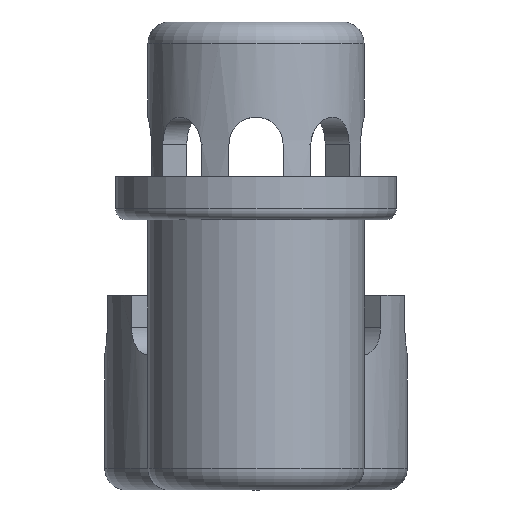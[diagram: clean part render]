
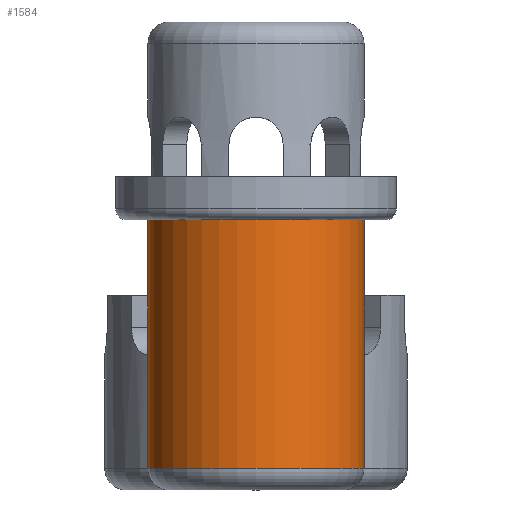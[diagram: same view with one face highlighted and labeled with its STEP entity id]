
A CAD part, left-side view. The second image highlights one B-rep face of the part: STEP entity #1584.
In plain terms, the highlighted cylindrical face has radius 10 mm (diameter 20 mm), a full revolution.
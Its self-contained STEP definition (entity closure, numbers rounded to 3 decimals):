
#148=LINE('',#2748,#284);
#284=VECTOR('',#1969,10.);
#388=CYLINDRICAL_SURFACE('',#1722,10.);
#419=FACE_OUTER_BOUND('',#500,.T.);
#500=EDGE_LOOP('',(#1184,#1185,#1186,#1187));
#612=CIRCLE('',#1716,10.);
#614=CIRCLE('',#1720,10.);
#730=VERTEX_POINT('',#2737);
#732=VERTEX_POINT('',#2744);
#908=EDGE_CURVE('',#730,#730,#612,.T.);
#911=EDGE_CURVE('',#732,#732,#614,.T.);
#913=EDGE_CURVE('',#730,#732,#148,.T.);
#1184=ORIENTED_EDGE('',*,*,#908,.F.);
#1185=ORIENTED_EDGE('',*,*,#913,.T.);
#1186=ORIENTED_EDGE('',*,*,#911,.F.);
#1187=ORIENTED_EDGE('',*,*,#913,.F.);
#1584=ADVANCED_FACE('',(#419),#388,.T.);
#1716=AXIS2_PLACEMENT_3D('',#2738,#1954,#1955);
#1720=AXIS2_PLACEMENT_3D('',#2745,#1963,#1964);
#1722=AXIS2_PLACEMENT_3D('',#2747,#1967,#1968);
#1954=DIRECTION('center_axis',(0.,0.,1.));
#1955=DIRECTION('ref_axis',(1.,0.,0.));
#1963=DIRECTION('center_axis',(0.,0.,-1.));
#1964=DIRECTION('ref_axis',(1.,0.,0.));
#1967=DIRECTION('center_axis',(0.,0.,1.));
#1968=DIRECTION('ref_axis',(1.,0.,0.));
#1969=DIRECTION('',(0.,0.,-1.));
#2737=CARTESIAN_POINT('',(-10.,0.,25.));
#2738=CARTESIAN_POINT('Origin',(0.,0.,25.));
#2744=CARTESIAN_POINT('',(-10.,0.,2.));
#2745=CARTESIAN_POINT('Origin',(0.,0.,2.));
#2747=CARTESIAN_POINT('Origin',(0.,0.,0.));
#2748=CARTESIAN_POINT('',(-10.,0.,0.));
